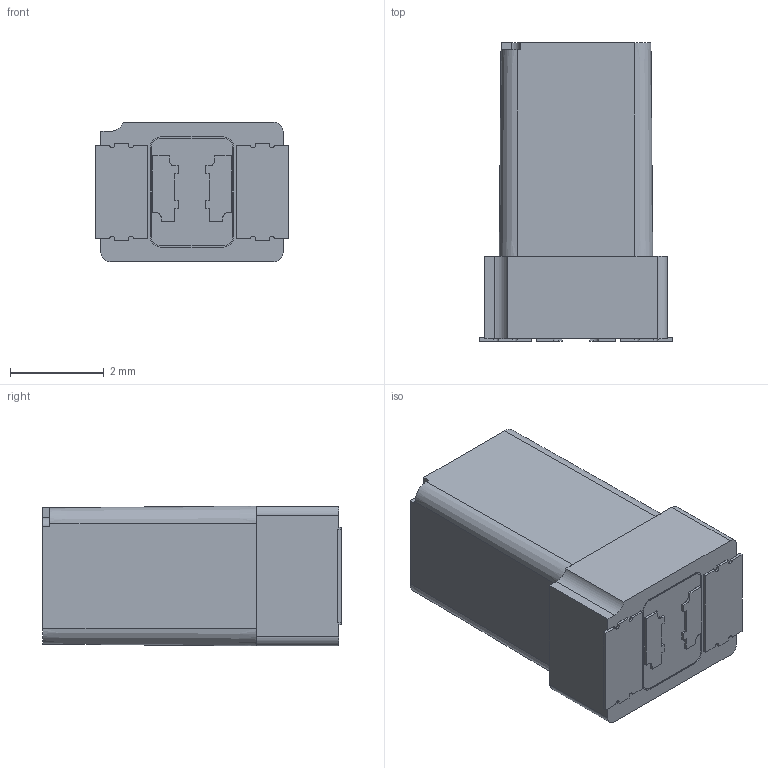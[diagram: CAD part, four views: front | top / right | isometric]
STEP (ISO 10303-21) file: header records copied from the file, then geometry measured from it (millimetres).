
FILE_DESCRIPTION (( 'STEP AP214' ), '1' );
FILE_NAME ('RM-3100 Sen-Z-f.STEP', '2022-07-31T19:51:57', ( '' ), ( '' ), 'SwSTEP 2.0', 'SolidWorks 2021', '' );
FILE_SCHEMA (( 'AUTOMOTIVE_DESIGN' ));
Length unit declared in the file: millimetre
Products named in the file (1): RM-3100 Sen-Z-f
Bounding box: 4.1 x 6.35 x 2.98 mm (x, y, z)
Volume: 63 mm3; surface area: 112.5 mm2
Topology: 5 solids, 5 shells, 205 faces, 569 edges, 378 vertices
Faces by surface type: plane 156, cylinder 45, cone 4
Entity records: 8834 total; most frequent: CARTESIAN_POINT 1153, ORIENTED_EDGE 1138, DIRECTION 1079, EDGE_CURVE 569, LINE 471, VECTOR 471, VERTEX_POINT 378, AXIS2_PLACEMENT_3D 304
